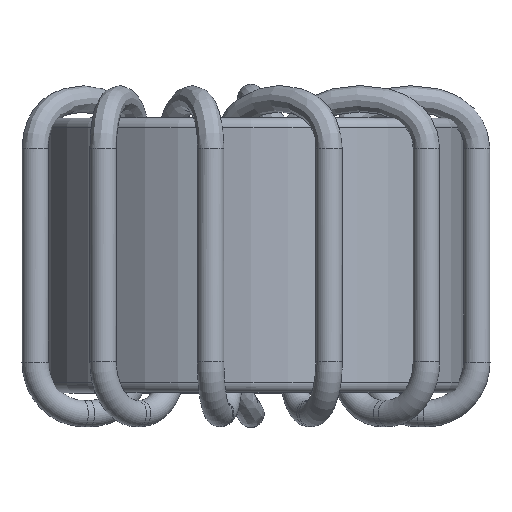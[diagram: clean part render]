
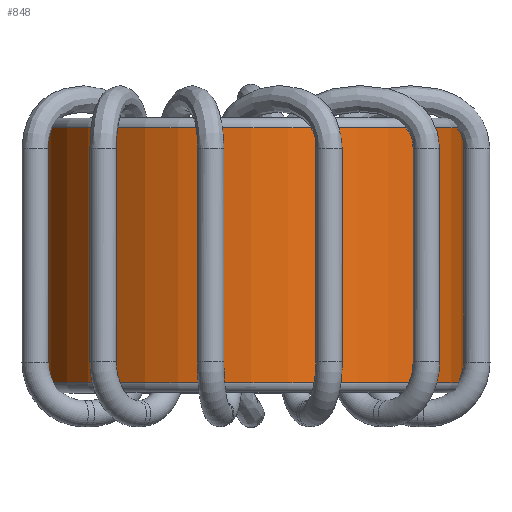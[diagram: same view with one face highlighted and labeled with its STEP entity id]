
A CAD part, top view. The second image highlights one B-rep face of the part: STEP entity #848.
In plain terms, the highlighted cylindrical face has radius 10.85 mm (diameter 21.7 mm), a full revolution.
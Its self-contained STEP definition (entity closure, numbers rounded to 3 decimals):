
#48=ORIENTED_EDGE('',*,*,#144,.T.);
#49=ORIENTED_EDGE('',*,*,#145,.T.);
#144=EDGE_CURVE('',#192,#192,#240,.T.);
#145=EDGE_CURVE('',#193,#193,#241,.F.);
#192=VERTEX_POINT('',#1176);
#193=VERTEX_POINT('',#1178);
#240=CIRCLE('',#905,10.85);
#241=CIRCLE('',#906,10.85);
#288=EDGE_LOOP('',(#48));
#289=EDGE_LOOP('',(#49));
#384=FACE_BOUND('',#288,.T.);
#385=FACE_BOUND('',#289,.T.);
#480=CYLINDRICAL_SURFACE('',#904,10.85);
#848=ADVANCED_FACE('',(#384,#385),#480,.T.);
#904=AXIS2_PLACEMENT_3D('',#1174,#995,#996);
#905=AXIS2_PLACEMENT_3D('',#1175,#997,#998);
#906=AXIS2_PLACEMENT_3D('',#1177,#999,#1000);
#995=DIRECTION('',(0.,-1.,0.));
#996=DIRECTION('',(0.,0.,-1.));
#997=DIRECTION('',(0.,-1.,0.));
#998=DIRECTION('',(0.,0.,-1.));
#999=DIRECTION('',(0.,-1.,0.));
#1000=DIRECTION('',(0.,0.,-1.));
#1174=CARTESIAN_POINT('',(0.,7.,0.));
#1175=CARTESIAN_POINT('',(0.,6.5,0.));
#1176=CARTESIAN_POINT('',(0.,6.5,-10.85));
#1177=CARTESIAN_POINT('',(0.,-6.5,0.));
#1178=CARTESIAN_POINT('',(0.,-6.5,-10.85));
